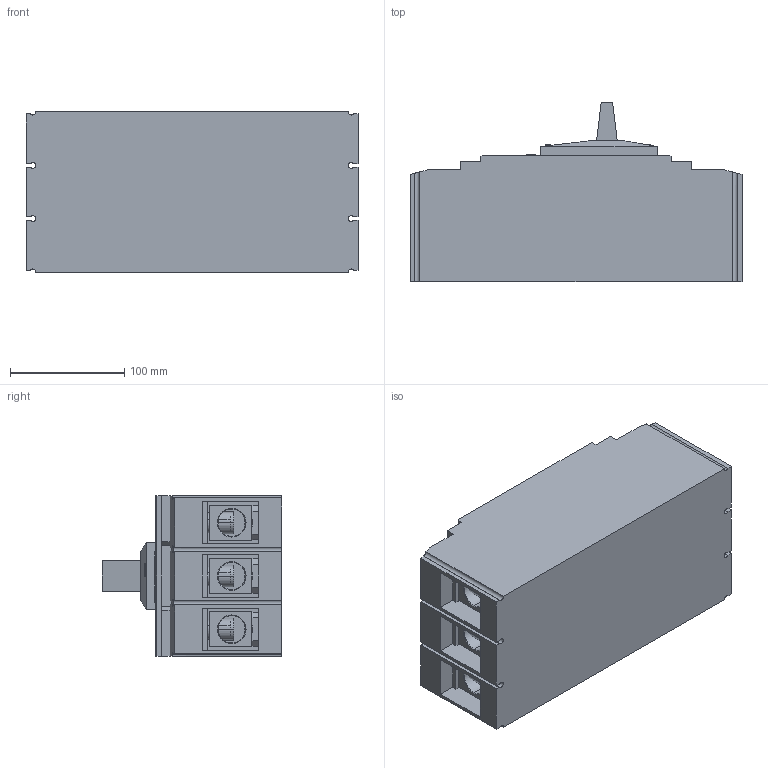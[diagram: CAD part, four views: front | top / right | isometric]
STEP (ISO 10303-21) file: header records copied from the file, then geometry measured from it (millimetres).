
FILE_DESCRIPTION(/* description */ (''),/* implementation_level */ '2;1');
FILE_NAME(/* name */ 'FILE_STP_CAD_DRAWING_3D_P5ME3PH0400UL_prt.stp',/* time_stamp */ '2025-04-04T10:22:05+02:00',/* author */ (''),/* organization */ (''),/* preprocessor_version */ 'ST-DEVELOPER v16.7',/* originating_system */ 'SIEMENS PLM Software NX 12.0',/* authorisation */ '');
FILE_SCHEMA (('AUTOMOTIVE_DESIGN { 1 0 10303 214 3 1 1 1 }'));
Length unit declared in the file: millimetre
Products named in the file (1): 3D_P5ME3PH0400UL
Bounding box: 290 x 156.8 x 140 mm (x, y, z)
Surface area: 280750.6 mm2 (no closed solid volume)
Topology: 0 solids, 37 shells, 464 faces, 1950 edges, 1471 vertices
Faces by surface type: plane 312, cylinder 104, bspline 16, torus 16, cone 16
Entity records: 21169 total; most frequent: CARTESIAN_POINT 5123, DIRECTION 3038, ORIENTED_EDGE 3010, EDGE_CURVE 1950, LINE 1562, VECTOR 1562, VERTEX_POINT 1470, AXIS2_PLACEMENT_3D 738
